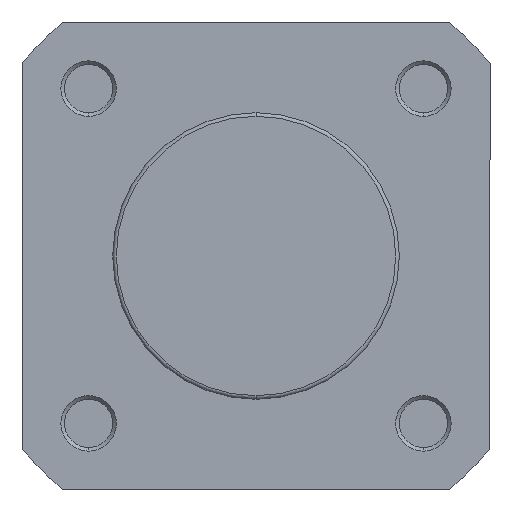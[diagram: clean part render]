
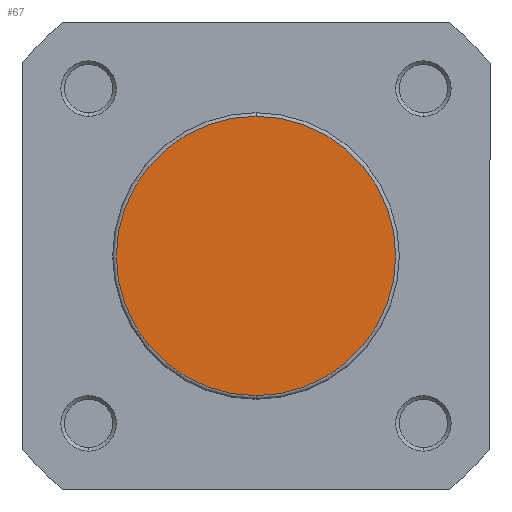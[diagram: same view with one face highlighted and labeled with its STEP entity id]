
A CAD part, left-side view. The second image highlights one B-rep face of the part: STEP entity #67.
In plain terms, the highlighted planar face has unit normal (-1, 0, 0).
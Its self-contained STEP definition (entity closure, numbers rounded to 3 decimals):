
#67 = ADVANCED_FACE ( 'NONE', ( #3864 ), #1363, .F. ) ;
#497 = EDGE_CURVE ( 'NONE', #2472, #2551, #4501, .T. ) ;
#528 = EDGE_CURVE ( 'NONE', #2551, #2472, #4540, .T. ) ;
#614 = AXIS2_PLACEMENT_3D ( 'NONE', #1362, #1364, #1365 ) ;
#746 = AXIS2_PLACEMENT_3D ( 'NONE', #5052, #5053, #5054 ) ;
#766 = AXIS2_PLACEMENT_3D ( 'NONE', #5133, #5135, #5136 ) ;
#1362 = CARTESIAN_POINT ( 'NONE',  ( 0., 19.9, 0. ) ) ;
#1363 = PLANE ( 'NONE',  #614 ) ;
#1364 = DIRECTION ( 'NONE',  ( 1., 0., 0. ) ) ;
#1365 = DIRECTION ( 'NONE',  ( 0., 0., -1. ) ) ;
#2472 = VERTEX_POINT ( 'NONE', #6072 ) ;
#2551 = VERTEX_POINT ( 'NONE', #6151 ) ;
#2884 = EDGE_LOOP ( 'NONE', ( #3713, #3712 ) ) ;
#3712 = ORIENTED_EDGE ( 'NONE', *, *, #528, .T. ) ;
#3713 = ORIENTED_EDGE ( 'NONE', *, *, #497, .T. ) ;
#3864 = FACE_OUTER_BOUND ( 'NONE', #2884, .T. ) ;
#4501 = CIRCLE ( 'NONE', #746, 19.4 ) ;
#4540 = CIRCLE ( 'NONE', #766, 19.4 ) ;
#5052 = CARTESIAN_POINT ( 'NONE',  ( 0., 0., 0. ) ) ;
#5053 = DIRECTION ( 'NONE',  ( -1., 0., 0. ) ) ;
#5054 = DIRECTION ( 'NONE',  ( 0., 0., -1. ) ) ;
#5133 = CARTESIAN_POINT ( 'NONE',  ( 0., 0., 0. ) ) ;
#5135 = DIRECTION ( 'NONE',  ( -1., 0., 0. ) ) ;
#5136 = DIRECTION ( 'NONE',  ( 0., 0., -1. ) ) ;
#6072 = CARTESIAN_POINT ( 'NONE',  ( 0., 0., -19.4 ) ) ;
#6151 = CARTESIAN_POINT ( 'NONE',  ( 0., 0., 19.4 ) ) ;
